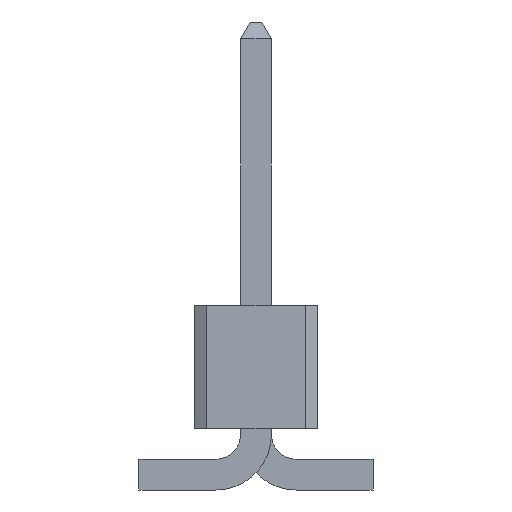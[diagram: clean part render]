
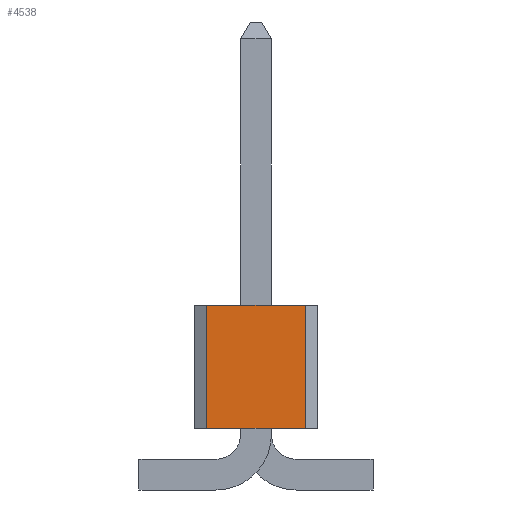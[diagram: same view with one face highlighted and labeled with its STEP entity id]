
A CAD part, left-side view. The second image highlights one B-rep face of the part: STEP entity #4538.
In plain terms, the highlighted planar face has unit normal (-1, 0, 0).
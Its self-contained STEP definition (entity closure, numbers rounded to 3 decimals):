
#230 = EDGE_CURVE ( 'NONE', #7179, #4765, #349, .T. ) ;
#349 = LINE ( 'NONE', #9392, #4841 ) ;
#421 = EDGE_CURVE ( 'NONE', #1249, #1856, #6388, .T. ) ;
#722 = DIRECTION ( 'NONE',  ( 0., 0., -1. ) ) ;
#979 = CARTESIAN_POINT ( 'NONE',  ( -10.16, 1.02, 3.81 ) ) ;
#1063 = CARTESIAN_POINT ( 'NONE',  ( -10.16, 1.02, 3.81 ) ) ;
#1097 = DIRECTION ( 'NONE',  ( 1., 0., 0. ) ) ;
#1131 = CARTESIAN_POINT ( 'NONE',  ( -10.16, 1.02, 3.81 ) ) ;
#1249 = VERTEX_POINT ( 'NONE', #1063 ) ;
#1856 = VERTEX_POINT ( 'NONE', #6178 ) ;
#2175 = AXIS2_PLACEMENT_3D ( 'NONE', #1131, #1097, #7755 ) ;
#2332 = CARTESIAN_POINT ( 'NONE',  ( -10.16, 1.02, 3.81 ) ) ;
#2655 = VECTOR ( 'NONE', #722, 1000. ) ;
#3131 = VECTOR ( 'NONE', #8525, 1000. ) ;
#3226 = CARTESIAN_POINT ( 'NONE',  ( -10.16, -1.02, 1.27 ) ) ;
#4219 = DIRECTION ( 'NONE',  ( 0., -1., 0. ) ) ;
#4469 = ORIENTED_EDGE ( 'NONE', *, *, #230, .T. ) ;
#4538 = ADVANCED_FACE ( 'NONE', ( #8463 ), #8997, .F. ) ;
#4765 = VERTEX_POINT ( 'NONE', #3226 ) ;
#4841 = VECTOR ( 'NONE', #4219, 1000. ) ;
#5217 = ORIENTED_EDGE ( 'NONE', *, *, #421, .F. ) ;
#5360 = EDGE_LOOP ( 'NONE', ( #4469, #8651, #5217, #6285 ) ) ;
#6034 = VECTOR ( 'NONE', #8814, 1000. ) ;
#6178 = CARTESIAN_POINT ( 'NONE',  ( -10.16, -1.02, 3.81 ) ) ;
#6285 = ORIENTED_EDGE ( 'NONE', *, *, #8631, .T. ) ;
#6388 = LINE ( 'NONE', #2332, #6034 ) ;
#6913 = LINE ( 'NONE', #8904, #2655 ) ;
#7179 = VERTEX_POINT ( 'NONE', #8449 ) ;
#7755 = DIRECTION ( 'NONE',  ( 0., 0., -1. ) ) ;
#7895 = LINE ( 'NONE', #979, #3131 ) ;
#8449 = CARTESIAN_POINT ( 'NONE',  ( -10.16, 1.02, 1.27 ) ) ;
#8463 = FACE_OUTER_BOUND ( 'NONE', #5360, .T. ) ;
#8525 = DIRECTION ( 'NONE',  ( 0., 0., -1. ) ) ;
#8631 = EDGE_CURVE ( 'NONE', #1249, #7179, #7895, .T. ) ;
#8651 = ORIENTED_EDGE ( 'NONE', *, *, #9018, .F. ) ;
#8814 = DIRECTION ( 'NONE',  ( 0., -1., 0. ) ) ;
#8904 = CARTESIAN_POINT ( 'NONE',  ( -10.16, -1.02, 3.81 ) ) ;
#8997 = PLANE ( 'NONE',  #2175 ) ;
#9018 = EDGE_CURVE ( 'NONE', #1856, #4765, #6913, .T. ) ;
#9392 = CARTESIAN_POINT ( 'NONE',  ( -10.16, 1.02, 1.27 ) ) ;
